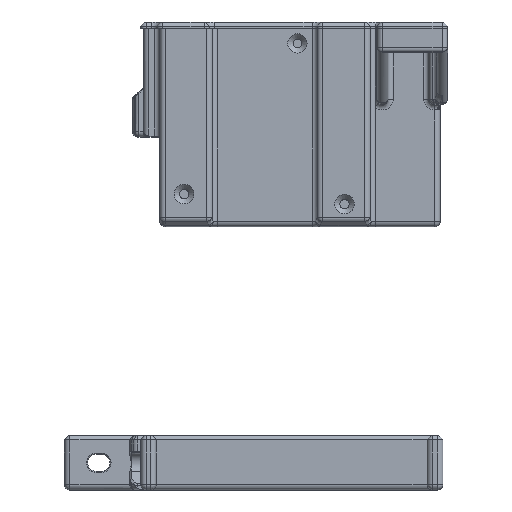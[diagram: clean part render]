
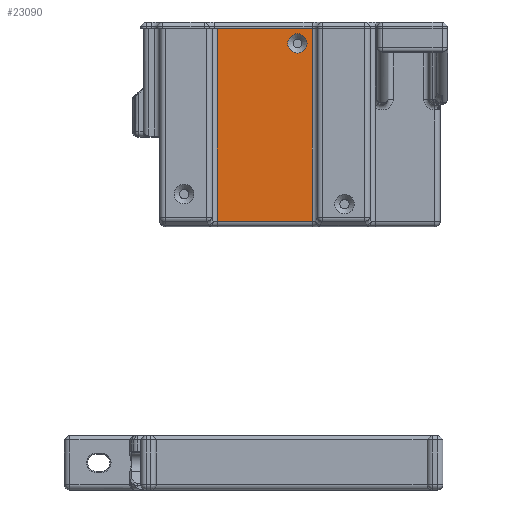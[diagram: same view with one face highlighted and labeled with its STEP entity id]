
A CAD part, front view. The second image highlights one B-rep face of the part: STEP entity #23090.
In plain terms, the highlighted planar face has unit normal (0, -1, 0).
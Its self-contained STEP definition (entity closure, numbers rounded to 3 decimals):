
#858=FACE_BOUND('',#5331,.T.);
#2105=CIRCLE('',#25642,3.55);
#2106=CIRCLE('',#25643,3.55);
#3871=FACE_OUTER_BOUND('',#5330,.T.);
#5330=EDGE_LOOP('',(#19892,#19893,#19894,#19895));
#5331=EDGE_LOOP('',(#19896,#19897));
#6956=LINE('',#44059,#8736);
#7053=LINE('',#48089,#8833);
#7112=LINE('',#48741,#8892);
#7122=LINE('',#48761,#8902);
#8736=VECTOR('',#31658,1000.);
#8833=VECTOR('',#31933,1000.);
#8892=VECTOR('',#32144,10.);
#8902=VECTOR('',#32174,1000.);
#10702=VERTEX_POINT('',#43983);
#10716=VERTEX_POINT('',#44058);
#10834=VERTEX_POINT('',#48086);
#10835=VERTEX_POINT('',#48088);
#10921=VERTEX_POINT('',#48762);
#10922=VERTEX_POINT('',#48763);
#13789=EDGE_CURVE('',#10716,#10702,#6956,.T.);
#13956=EDGE_CURVE('',#10835,#10834,#7053,.T.);
#14080=EDGE_CURVE('',#10834,#10716,#7112,.T.);
#14090=EDGE_CURVE('',#10702,#10835,#7122,.T.);
#14091=EDGE_CURVE('',#10921,#10922,#2105,.T.);
#14092=EDGE_CURVE('',#10922,#10921,#2106,.T.);
#19892=ORIENTED_EDGE('',*,*,#14090,.T.);
#19893=ORIENTED_EDGE('',*,*,#13956,.T.);
#19894=ORIENTED_EDGE('',*,*,#14080,.T.);
#19895=ORIENTED_EDGE('',*,*,#13789,.T.);
#19896=ORIENTED_EDGE('',*,*,#14091,.T.);
#19897=ORIENTED_EDGE('',*,*,#14092,.T.);
#21848=PLANE('',#25641);
#23090=ADVANCED_FACE('',(#3871,#858),#21848,.F.);
#25641=AXIS2_PLACEMENT_3D('',#48760,#32172,#32173);
#25642=AXIS2_PLACEMENT_3D('',#48764,#32175,#32176);
#25643=AXIS2_PLACEMENT_3D('',#48765,#32177,#32178);
#31658=DIRECTION('',(1.,0.,0.));
#31933=DIRECTION('',(-1.,0.,0.));
#32144=DIRECTION('',(0.,0.,-1.));
#32172=DIRECTION('center_axis',(0.,1.,0.));
#32173=DIRECTION('ref_axis',(-1.,0.,0.));
#32174=DIRECTION('',(0.,0.,1.));
#32175=DIRECTION('center_axis',(0.,1.,0.));
#32176=DIRECTION('ref_axis',(-1.,0.,0.));
#32177=DIRECTION('center_axis',(0.,1.,0.));
#32178=DIRECTION('ref_axis',(-1.,0.,0.));
#43983=CARTESIAN_POINT('',(25.118,-23.584,-31.));
#44058=CARTESIAN_POINT('',(-9.882,-23.584,-31.));
#44059=CARTESIAN_POINT('',(25.118,-23.584,-31.));
#48086=CARTESIAN_POINT('',(-9.882,-23.584,40.));
#48088=CARTESIAN_POINT('',(25.118,-23.584,40.));
#48089=CARTESIAN_POINT('',(0.,-23.584,40.));
#48741=CARTESIAN_POINT('',(-9.882,-23.584,-28.));
#48760=CARTESIAN_POINT('Origin',(73.268,-23.584,-33.));
#48761=CARTESIAN_POINT('',(25.118,-23.584,-33.));
#48762=CARTESIAN_POINT('',(19.718,-23.584,30.95));
#48763=CARTESIAN_POINT('',(19.718,-23.584,38.05));
#48764=CARTESIAN_POINT('Origin',(19.718,-23.584,34.5));
#48765=CARTESIAN_POINT('Origin',(19.718,-23.584,34.5));
